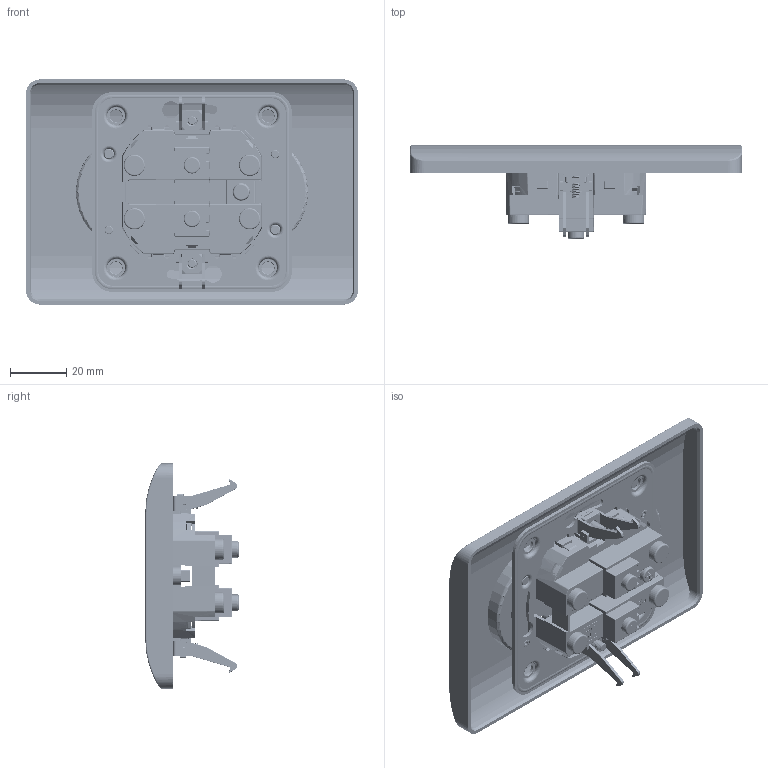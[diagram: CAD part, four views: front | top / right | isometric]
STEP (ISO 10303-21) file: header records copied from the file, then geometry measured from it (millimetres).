
FILE_DESCRIPTION((''),'2;1');
FILE_NAME('ASM0005_ASM','2023-12-28T',('wznwsJS'),(''),'PRO/ENGINEER BY PARAMETRIC TECHNOLOGY CORPORATION, 2008380','PRO/ENGINEER BY PARAMETRIC TECHNOLOGY CORPORATION, 2008380','');
FILE_SCHEMA(('CONFIG_CONTROL_DESIGN'));
Length unit declared in the file: millimetre
Products named in the file (15): PRT0005; PRT0015; PRT0014; PRT0013; ASM0008_ASM; PRT0006; ASM0007_ASM; PRT0003; PRT0018; PRT0007; PRT0017; PRT0004; ASM0009_ASM; ASM0006_ASM; ASM0005_ASM
Assembly tree (20 placements, depth 5):
  ASM0005_ASM
    ASM0006_ASM
      ASM0009_ASM
        PRT0005
        ASM0008_ASM  x2
          PRT0015
          PRT0014
          PRT0013
        ASM0007_ASM
          PRT0006
        PRT0003
        PRT0018
        PRT0007  x2
        PRT0017  x2
        PRT0004  x2
        PRT0014  x2
Bounding box: 118 x 33.2 x 80 mm (x, y, z)
Volume: 39511 mm3; surface area: 60826.7 mm2
Topology: 18 solids, 66 shells, 4994 faces, 12725 edges, 8086 vertices
Faces by surface type: plane 2053, cylinder 1442, extrusion 565, bspline 506, torus 244, cone 136, sphere 48
Entity records: 127348 total; most frequent: CARTESIAN_POINT 40889, ORIENTED_EDGE 18768, DIRECTION 16491, EDGE_CURVE 9384, VERTEX_POINT 6069, VECTOR 5597, AXIS2_PLACEMENT_3D 5447, LINE 5032
